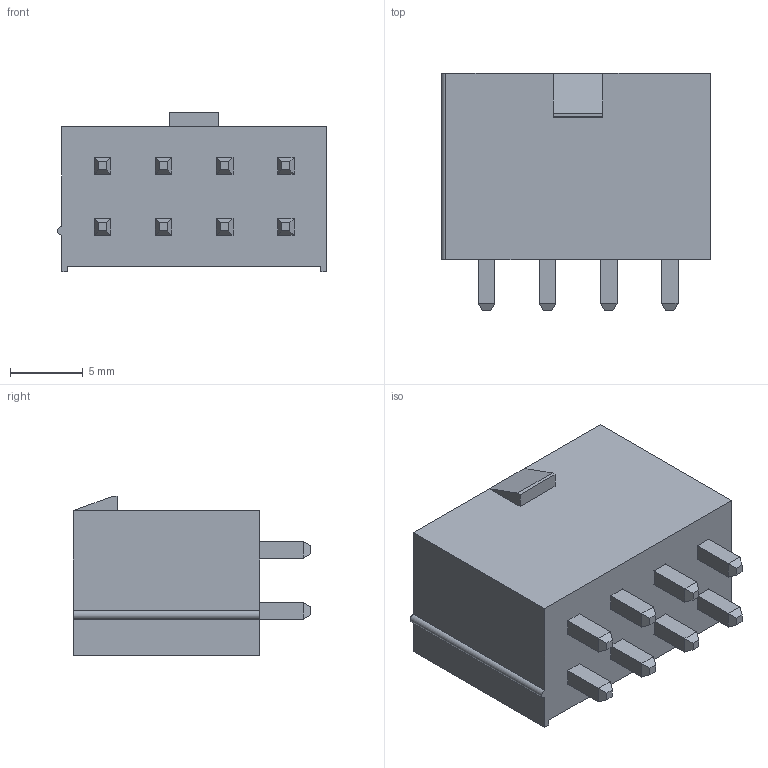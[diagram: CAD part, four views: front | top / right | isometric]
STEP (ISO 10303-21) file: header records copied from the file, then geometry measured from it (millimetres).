
FILE_DESCRIPTION (( 'STEP AP214' ), '1' );
FILE_NAME ('User Library-MF 8 718-208-SQ.STEP', '2018-11-16T07:05:06', ( '' ), ( '' ), 'SwSTEP 2.0', 'SolidWorks 2018', '' );
FILE_SCHEMA (( 'AUTOMOTIVE_DESIGN' ));
Length unit declared in the file: millimetre
Products named in the file (1): User Library-MF 8 718-208-SQ
Bounding box: 18.5 x 16.3 x 11 mm (x, y, z)
Volume: 1373.3 mm3; surface area: 2710.2 mm2
Topology: 9 solids, 9 shells, 209 faces, 483 edges, 300 vertices
Faces by surface type: plane 208, cylinder 1
Entity records: 5871 total; most frequent: CARTESIAN_POINT 993, ORIENTED_EDGE 966, DIRECTION 905, EDGE_CURVE 483, LINE 481, VECTOR 481, VERTEX_POINT 300, EDGE_LOOP 233
